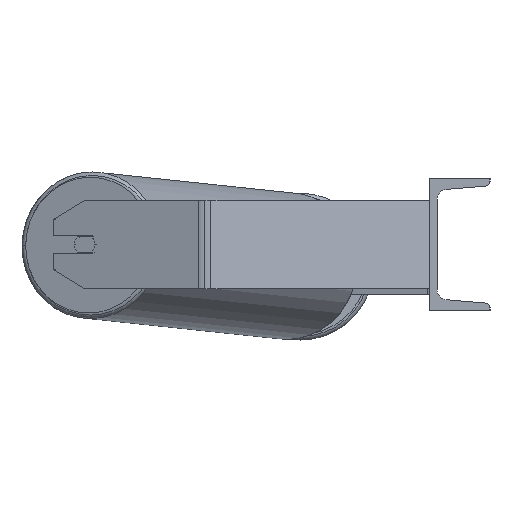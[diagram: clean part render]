
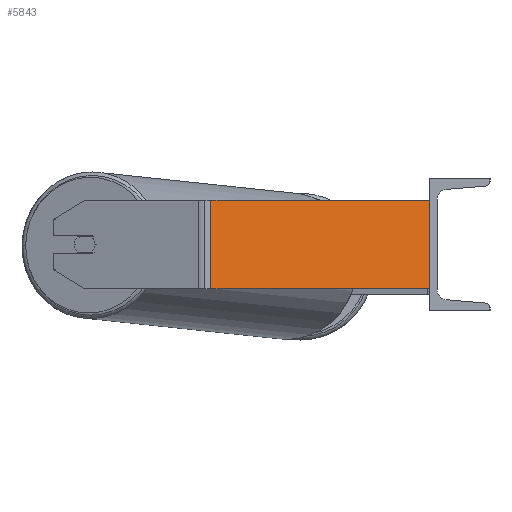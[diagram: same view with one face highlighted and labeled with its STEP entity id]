
A CAD part, left-side view. The second image highlights one B-rep face of the part: STEP entity #5843.
In plain terms, the highlighted planar face has unit normal (-0.94, -0.342, 0).
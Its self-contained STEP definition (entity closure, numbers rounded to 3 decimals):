
#24 = VERTEX_POINT ( 'NONE', #3712 ) ;
#206 = CARTESIAN_POINT ( 'NONE',  ( -858.952, 203.182, -40. ) ) ;
#1153 = DIRECTION ( 'NONE',  ( 0., 0., -1. ) ) ;
#1447 = VECTOR ( 'NONE', #5261, 1000. ) ;
#1448 = VECTOR ( 'NONE', #5180, 1000. ) ;
#1850 = LINE ( 'NONE', #8212, #8544 ) ;
#2036 = EDGE_CURVE ( 'NONE', #7365, #3488, #3190, .T. ) ;
#2238 = EDGE_CURVE ( 'NONE', #24, #7365, #1850, .T. ) ;
#2393 = DIRECTION ( 'NONE',  ( 0.342, -0.94, 0. ) ) ;
#2412 = VERTEX_POINT ( 'NONE', #6735 ) ;
#3094 = VECTOR ( 'NONE', #1153, 1000. ) ;
#3127 = ORIENTED_EDGE ( 'NONE', *, *, #4802, .T. ) ;
#3190 = LINE ( 'NONE', #3921, #1447 ) ;
#3219 = PLANE ( 'NONE',  #5611 ) ;
#3488 = VERTEX_POINT ( 'NONE', #4982 ) ;
#3541 = ORIENTED_EDGE ( 'NONE', *, *, #8851, .T. ) ;
#3712 = CARTESIAN_POINT ( 'NONE',  ( -856.96, 197.709, 40. ) ) ;
#3921 = CARTESIAN_POINT ( 'NONE',  ( -785., 0., 40. ) ) ;
#4031 = CARTESIAN_POINT ( 'NONE',  ( -785., 0., 40. ) ) ;
#4372 = LINE ( 'NONE', #8176, #3094 ) ;
#4802 = EDGE_CURVE ( 'NONE', #24, #2412, #4372, .T. ) ;
#4982 = CARTESIAN_POINT ( 'NONE',  ( -785., 0., -40. ) ) ;
#5180 = DIRECTION ( 'NONE',  ( 0.342, -0.94, 0. ) ) ;
#5261 = DIRECTION ( 'NONE',  ( 0., 0., -1. ) ) ;
#5269 = ORIENTED_EDGE ( 'NONE', *, *, #2036, .F. ) ;
#5329 = DIRECTION ( 'NONE',  ( -0.342, 0.94, 0. ) ) ;
#5479 = DIRECTION ( 'NONE',  ( 0.94, 0.342, 0. ) ) ;
#5611 = AXIS2_PLACEMENT_3D ( 'NONE', #8884, #5479, #5329 ) ;
#5843 = ADVANCED_FACE ( 'NONE', ( #5952 ), #3219, .F. ) ;
#5952 = FACE_OUTER_BOUND ( 'NONE', #6240, .T. ) ;
#6240 = EDGE_LOOP ( 'NONE', ( #3541, #5269, #6358, #3127 ) ) ;
#6358 = ORIENTED_EDGE ( 'NONE', *, *, #2238, .F. ) ;
#6735 = CARTESIAN_POINT ( 'NONE',  ( -856.96, 197.709, -40. ) ) ;
#7240 = LINE ( 'NONE', #206, #1448 ) ;
#7365 = VERTEX_POINT ( 'NONE', #4031 ) ;
#8176 = CARTESIAN_POINT ( 'NONE',  ( -856.96, 197.709, 40. ) ) ;
#8212 = CARTESIAN_POINT ( 'NONE',  ( -858.952, 203.182, 40. ) ) ;
#8544 = VECTOR ( 'NONE', #2393, 1000. ) ;
#8851 = EDGE_CURVE ( 'NONE', #2412, #3488, #7240, .T. ) ;
#8884 = CARTESIAN_POINT ( 'NONE',  ( -858.952, 203.182, 40. ) ) ;
